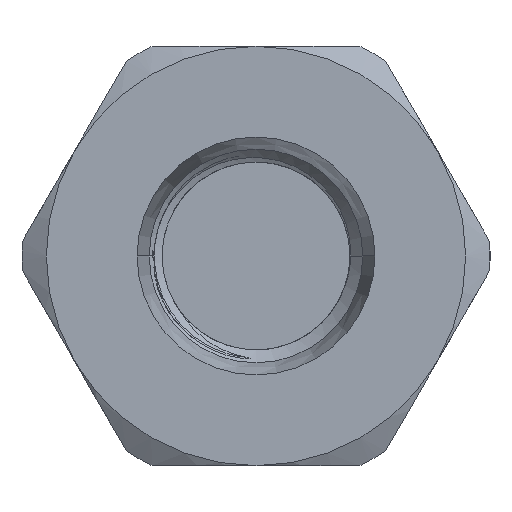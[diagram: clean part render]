
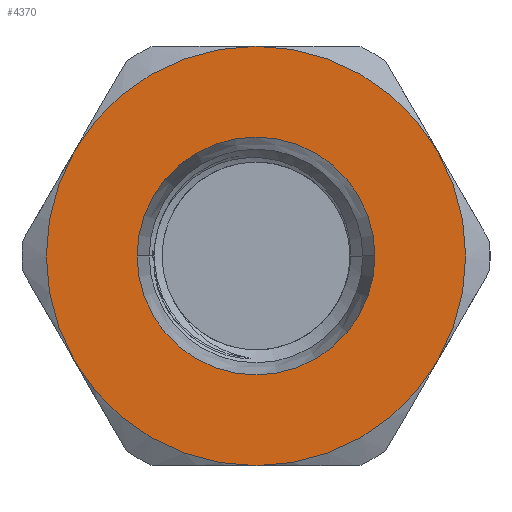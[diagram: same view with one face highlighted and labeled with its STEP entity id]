
A CAD part, left-side view. The second image highlights one B-rep face of the part: STEP entity #4370.
In plain terms, the highlighted planar face has unit normal (-1, 0, 0).
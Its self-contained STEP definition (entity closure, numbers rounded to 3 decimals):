
#147 = VERTEX_POINT ( 'NONE', #8131 ) ;
#150 = VERTEX_POINT ( 'NONE', #8129 ) ;
#167 = VERTEX_POINT ( 'NONE', #8133 ) ;
#210 = VERTEX_POINT ( 'NONE', #8183 ) ;
#461 = EDGE_LOOP ( 'NONE', ( #3431, #3409 ) ) ;
#571 = CIRCLE ( 'NONE', #7814, 11.11 ) ;
#717 = CIRCLE ( 'NONE', #7886, 11.11 ) ;
#894 = EDGE_CURVE ( 'NONE', #6331, #167, #1770, .T. ) ;
#956 = EDGE_CURVE ( 'NONE', #6282, #150, #1699, .T. ) ;
#1005 = EDGE_CURVE ( 'NONE', #6389, #147, #1624, .T. ) ;
#1169 = EDGE_CURVE ( 'NONE', #147, #6389, #1450, .T. ) ;
#1415 = CIRCLE ( 'NONE', #7853, 11.11 ) ;
#1450 = CIRCLE ( 'NONE', #7869, 6.3 ) ;
#1510 = CIRCLE ( 'NONE', #7882, 11.11 ) ;
#1624 = CIRCLE ( 'NONE', #7913, 6.3 ) ;
#1699 = CIRCLE ( 'NONE', #7936, 11.11 ) ;
#1770 = CIRCLE ( 'NONE', #7958, 11.11 ) ;
#1888 = DIRECTION ( 'NONE',  ( -1., 0., 0. ) ) ;
#1889 = DIRECTION ( 'NONE',  ( 0., 0., 1. ) ) ;
#1890 = CARTESIAN_POINT ( 'NONE',  ( 0., 0., 0. ) ) ;
#2071 = CARTESIAN_POINT ( 'NONE',  ( 0., 0., 0. ) ) ;
#2072 = DIRECTION ( 'NONE',  ( -1., 0., 0. ) ) ;
#2073 = DIRECTION ( 'NONE',  ( 0., 0., 1. ) ) ;
#2168 = CARTESIAN_POINT ( 'NONE',  ( 0., 0., 0. ) ) ;
#2169 = DIRECTION ( 'NONE',  ( -1., 0., 0. ) ) ;
#2170 = DIRECTION ( 'NONE',  ( 0., 0., 1. ) ) ;
#3323 = EDGE_LOOP ( 'NONE', ( #3437, #3393, #3344, #3403, #3358, #3371 ) ) ;
#3344 = ORIENTED_EDGE ( 'NONE', *, *, #894, .T. ) ;
#3358 = ORIENTED_EDGE ( 'NONE', *, *, #956, .T. ) ;
#3371 = ORIENTED_EDGE ( 'NONE', *, *, #3459, .T. ) ;
#3393 = ORIENTED_EDGE ( 'NONE', *, *, #3478, .T. ) ;
#3403 = ORIENTED_EDGE ( 'NONE', *, *, #3453, .T. ) ;
#3409 = ORIENTED_EDGE ( 'NONE', *, *, #1005, .F. ) ;
#3431 = ORIENTED_EDGE ( 'NONE', *, *, #1169, .F. ) ;
#3437 = ORIENTED_EDGE ( 'NONE', *, *, #7981, .T. ) ;
#3453 = EDGE_CURVE ( 'NONE', #167, #6282, #1415, .T. ) ;
#3459 = EDGE_CURVE ( 'NONE', #150, #210, #1510, .T. ) ;
#3478 = EDGE_CURVE ( 'NONE', #6341, #6331, #717, .T. ) ;
#3490 = CARTESIAN_POINT ( 'NONE',  ( 0., 6.3, 0. ) ) ;
#3595 = CARTESIAN_POINT ( 'NONE',  ( 0., 0., 0. ) ) ;
#3596 = DIRECTION ( 'NONE',  ( -1., 0., 0. ) ) ;
#3597 = DIRECTION ( 'NONE',  ( 0., 0., 1. ) ) ;
#4109 = CARTESIAN_POINT ( 'NONE',  ( 0., 0., 0. ) ) ;
#4110 = DIRECTION ( 'NONE',  ( -1., 0., 0. ) ) ;
#4111 = DIRECTION ( 'NONE',  ( 0., 0., 1. ) ) ;
#4370 = ADVANCED_FACE ( 'NONE', ( #7590, #7592 ), #5511, .F. ) ;
#5503 = CARTESIAN_POINT ( 'NONE',  ( 0., 12.829, 0. ) ) ;
#5511 = PLANE ( 'NONE',  #7769 ) ;
#5513 = DIRECTION ( 'NONE',  ( 1., 0., 0. ) ) ;
#5514 = DIRECTION ( 'NONE',  ( 0., 0., -1. ) ) ;
#5642 = CARTESIAN_POINT ( 'NONE',  ( 0., 0., 11.11 ) ) ;
#5650 = CARTESIAN_POINT ( 'NONE',  ( 0., -9.622, -5.555 ) ) ;
#5652 = CARTESIAN_POINT ( 'NONE',  ( 0., 0., -11.11 ) ) ;
#5864 = CARTESIAN_POINT ( 'NONE',  ( 0., 0., 0. ) ) ;
#5865 = DIRECTION ( 'NONE',  ( -1., 0., 0. ) ) ;
#5866 = DIRECTION ( 'NONE',  ( 0., -1., 0. ) ) ;
#6270 = CARTESIAN_POINT ( 'NONE',  ( 0., 0., 0. ) ) ;
#6271 = DIRECTION ( 'NONE',  ( -1., 0., 0. ) ) ;
#6272 = DIRECTION ( 'NONE',  ( 0., 0., 1. ) ) ;
#6282 = VERTEX_POINT ( 'NONE', #5642 ) ;
#6331 = VERTEX_POINT ( 'NONE', #5650 ) ;
#6341 = VERTEX_POINT ( 'NONE', #5652 ) ;
#6389 = VERTEX_POINT ( 'NONE', #3490 ) ;
#6618 = CARTESIAN_POINT ( 'NONE',  ( 0., 0., 0. ) ) ;
#6619 = DIRECTION ( 'NONE',  ( -1., 0., 0. ) ) ;
#6620 = DIRECTION ( 'NONE',  ( 0., -1., 0. ) ) ;
#7590 = FACE_OUTER_BOUND ( 'NONE', #3323, .T. ) ;
#7592 = FACE_BOUND ( 'NONE', #461, .T. ) ;
#7769 = AXIS2_PLACEMENT_3D ( 'NONE', #5503, #5513, #5514 ) ;
#7814 = AXIS2_PLACEMENT_3D ( 'NONE', #3595, #3596, #3597 ) ;
#7853 = AXIS2_PLACEMENT_3D ( 'NONE', #6270, #6271, #6272 ) ;
#7869 = AXIS2_PLACEMENT_3D ( 'NONE', #5864, #5865, #5866 ) ;
#7882 = AXIS2_PLACEMENT_3D ( 'NONE', #2071, #2072, #2073 ) ;
#7886 = AXIS2_PLACEMENT_3D ( 'NONE', #2168, #2169, #2170 ) ;
#7913 = AXIS2_PLACEMENT_3D ( 'NONE', #6618, #6619, #6620 ) ;
#7936 = AXIS2_PLACEMENT_3D ( 'NONE', #4109, #4110, #4111 ) ;
#7958 = AXIS2_PLACEMENT_3D ( 'NONE', #1890, #1888, #1889 ) ;
#7981 = EDGE_CURVE ( 'NONE', #210, #6341, #571, .T. ) ;
#8129 = CARTESIAN_POINT ( 'NONE',  ( 0., 9.622, 5.555 ) ) ;
#8131 = CARTESIAN_POINT ( 'NONE',  ( 0., -6.3, 0. ) ) ;
#8133 = CARTESIAN_POINT ( 'NONE',  ( 0., -9.622, 5.555 ) ) ;
#8183 = CARTESIAN_POINT ( 'NONE',  ( 0., 9.622, -5.555 ) ) ;
